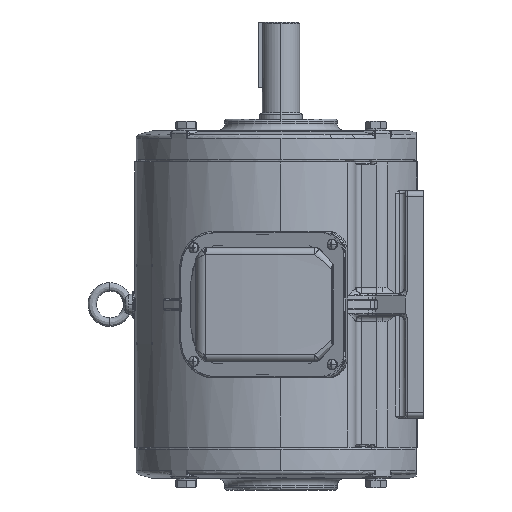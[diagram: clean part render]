
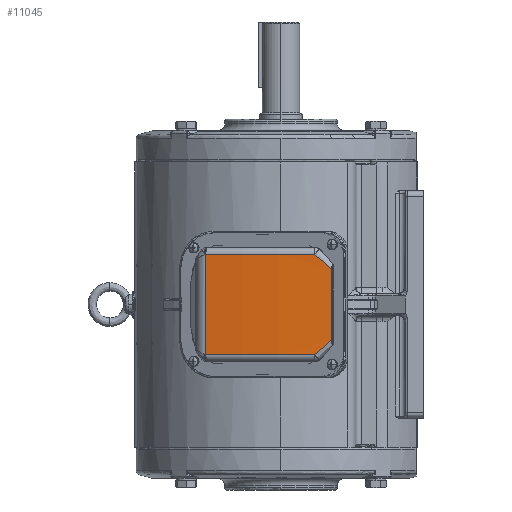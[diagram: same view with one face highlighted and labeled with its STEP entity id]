
A CAD part, left-side view. The second image highlights one B-rep face of the part: STEP entity #11045.
In plain terms, the highlighted cylindrical face has radius 801.2 mm (diameter 1602.4 mm), a partial arc.
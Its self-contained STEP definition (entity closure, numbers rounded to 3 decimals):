
#9282=CARTESIAN_POINT('Vertex',(-219.617,-31.504,47.)) ;
#9286=CARTESIAN_POINT('Control Point',(-220.128,-46.944,32.762)) ;
#9287=CARTESIAN_POINT('Control Point',(-220.055,-43.849,35.604)) ;
#9288=CARTESIAN_POINT('Control Point',(-219.968,-40.758,38.449)) ;
#9289=CARTESIAN_POINT('Control Point',(-219.866,-37.67,41.296)) ;
#9290=CARTESIAN_POINT('Control Point',(-219.749,-34.585,44.147)) ;
#9291=CARTESIAN_POINT('Control Point',(-219.617,-31.504,47.)) ;
#9292=CARTESIAN_POINT('Vertex',(-220.127,-46.944,32.762)) ;
#9499=CARTESIAN_POINT('Vertex',(-219.617,-31.504,-47.)) ;
#9543=CARTESIAN_POINT('Vertex',(-220.127,-46.944,-32.762)) ;
#9547=CARTESIAN_POINT('Control Point',(-220.127,-46.944,-32.762)) ;
#9548=CARTESIAN_POINT('Control Point',(-220.055,-43.849,-35.604)) ;
#9549=CARTESIAN_POINT('Control Point',(-219.967,-40.758,-38.449)) ;
#9550=CARTESIAN_POINT('Control Point',(-219.865,-37.67,-41.296)) ;
#9551=CARTESIAN_POINT('Control Point',(-219.748,-34.585,-44.147)) ;
#9552=CARTESIAN_POINT('Control Point',(-219.617,-31.504,-47.)) ;
#10956=CARTESIAN_POINT('Vertex',(-208.732,70.228,47.)) ;
#10983=CARTESIAN_POINT('Axis2P3D Location',(580.853,-65.702,47.)) ;
#11015=CARTESIAN_POINT('Axis2P3D Location',(580.853,-65.702,0.)) ;
#11020=CARTESIAN_POINT('Line Origine',(-208.732,70.228,0.)) ;
#11024=CARTESIAN_POINT('Vertex',(-208.732,70.228,-47.)) ;
#11027=CARTESIAN_POINT('Axis2P3D Location',(580.853,-65.702,-47.)) ;
#11032=CARTESIAN_POINT('Line Origine',(-220.127,-46.944,0.)) ;
#10984=DIRECTION('Axis2P3D Direction',(0.,0.,-1.)) ;
#11016=DIRECTION('Axis2P3D Direction',(0.,0.,1.)) ;
#11017=DIRECTION('Axis2P3D XDirection',(0.402,0.916,0.)) ;
#11021=DIRECTION('Vector Direction',(0.,0.,1.)) ;
#11028=DIRECTION('Axis2P3D Direction',(0.,0.,1.)) ;
#11033=DIRECTION('Vector Direction',(0.,0.,1.)) ;
#10985=AXIS2_PLACEMENT_3D('Circle Axis2P3D',#10983,#10984,$) ;
#11018=AXIS2_PLACEMENT_3D('Cylinder Axis2P3D',#11015,#11016,#11017) ;
#11029=AXIS2_PLACEMENT_3D('Circle Axis2P3D',#11027,#11028,$) ;
#11038=ORIENTED_EDGE('',*,*,#10987,.T.) ;
#11039=ORIENTED_EDGE('',*,*,#11026,.T.) ;
#11040=ORIENTED_EDGE('',*,*,#11031,.T.) ;
#11041=ORIENTED_EDGE('',*,*,#9553,.F.) ;
#11042=ORIENTED_EDGE('',*,*,#11036,.F.) ;
#11043=ORIENTED_EDGE('',*,*,#9294,.T.) ;
#11022=VECTOR('Line Direction',#11021,1.) ;
#11034=VECTOR('Line Direction',#11033,1.) ;
#11045=ADVANCED_FACE('\X2\51434EF6672C9AD4\X0\',(#11044),#11019,.T.) ;
#9285=B_SPLINE_CURVE_WITH_KNOTS('',5,(#9286,#9287,#9288,#9289,#9290,#9291),.UNSPECIFIED.,.F.,.U.,(6,6),(31.867,52.854),.UNSPECIFIED.) ;
#9546=B_SPLINE_CURVE_WITH_KNOTS('',5,(#9547,#9548,#9549,#9550,#9551,#9552),.UNSPECIFIED.,.F.,.U.,(6,6),(31.847,52.822),.UNSPECIFIED.) ;
#10986=CIRCLE('generated circle',#10985,801.2) ;
#11030=CIRCLE('generated circle',#11029,801.2) ;
#11019=CYLINDRICAL_SURFACE('generated cylinder',#11018,801.2) ;
#9294=EDGE_CURVE('',#9293,#9283,#9285,.T.) ;
#9553=EDGE_CURVE('',#9544,#9500,#9546,.T.) ;
#10987=EDGE_CURVE('',#9283,#10957,#10986,.T.) ;
#11026=EDGE_CURVE('',#10957,#11025,#11023,.F.) ;
#11031=EDGE_CURVE('',#11025,#9500,#11030,.T.) ;
#11036=EDGE_CURVE('',#9293,#9544,#11035,.F.) ;
#11037=EDGE_LOOP('',(#11038,#11039,#11040,#11041,#11042,#11043)) ;
#11044=FACE_OUTER_BOUND('',#11037,.T.) ;
#11023=LINE('Line',#11020,#11022) ;
#11035=LINE('Line',#11032,#11034) ;
#9283=VERTEX_POINT('',#9282) ;
#9293=VERTEX_POINT('',#9292) ;
#9500=VERTEX_POINT('',#9499) ;
#9544=VERTEX_POINT('',#9543) ;
#10957=VERTEX_POINT('',#10956) ;
#11025=VERTEX_POINT('',#11024) ;
